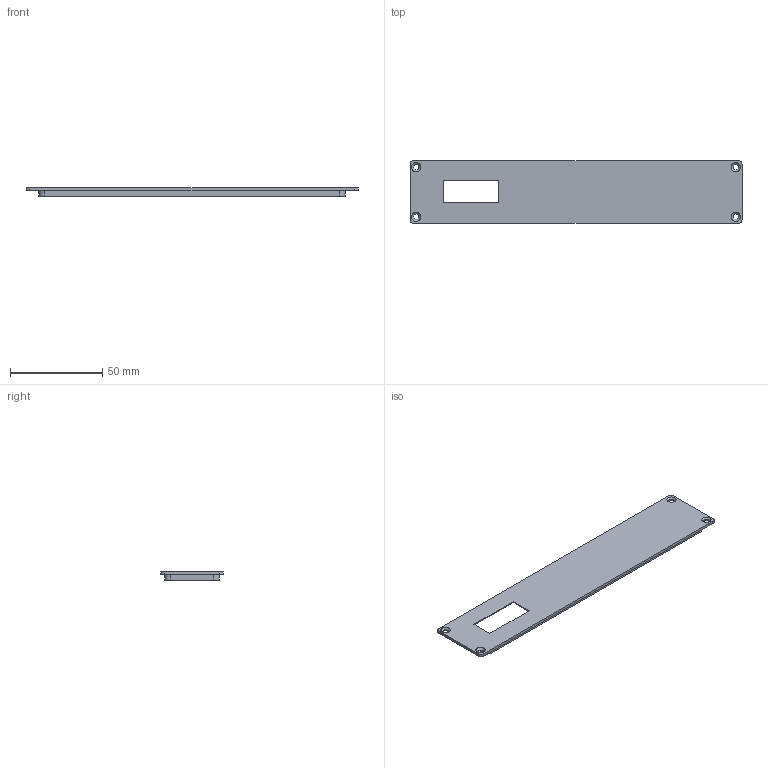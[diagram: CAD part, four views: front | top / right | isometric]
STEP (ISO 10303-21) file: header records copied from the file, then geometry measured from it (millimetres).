
FILE_DESCRIPTION(/* description */ ('','CAx-IF Rec.Pracs.---Representation and Presentation of Product Manufacturing Information (PMI)---4.0---2014-10-13'),/* implementation_level */ '2;1');
FILE_NAME(/* name */ 'front-cover.stp',/* time_stamp */ '2025-09-28T15:40:18+08:00',/* author */ ('Toby'),/* organization */ (''),/* preprocessor_version */ 'ST-DEVELOPER v18.1',/* originating_system */ 'Autodesk Inventor 2021',/* authorisation */ '');
FILE_SCHEMA (('AP242_MANAGED_MODEL_BASED_3D_ENGINEERING_MIM_LF { 1 0 10303 442 1 1 4 }'));
Length unit declared in the file: millimetre
Products named in the file (1): back-cover
Bounding box: 180 x 34 x 4.5 mm (x, y, z)
Volume: 10814.6 mm3; surface area: 14466.1 mm2
Topology: 1 solids, 1 shells, 44 faces, 138 edges, 116 vertices
Faces by surface type: plane 24, cylinder 16, cone 4
Full cylindrical faces by diameter (mm): 3 x4
Entity records: 1656 total; most frequent: CARTESIAN_POINT 298, DIRECTION 280, ORIENTED_EDGE 240, EDGE_CURVE 120, AXIS2_PLACEMENT_3D 102, VERTEX_POINT 80, LINE 76, VECTOR 76
